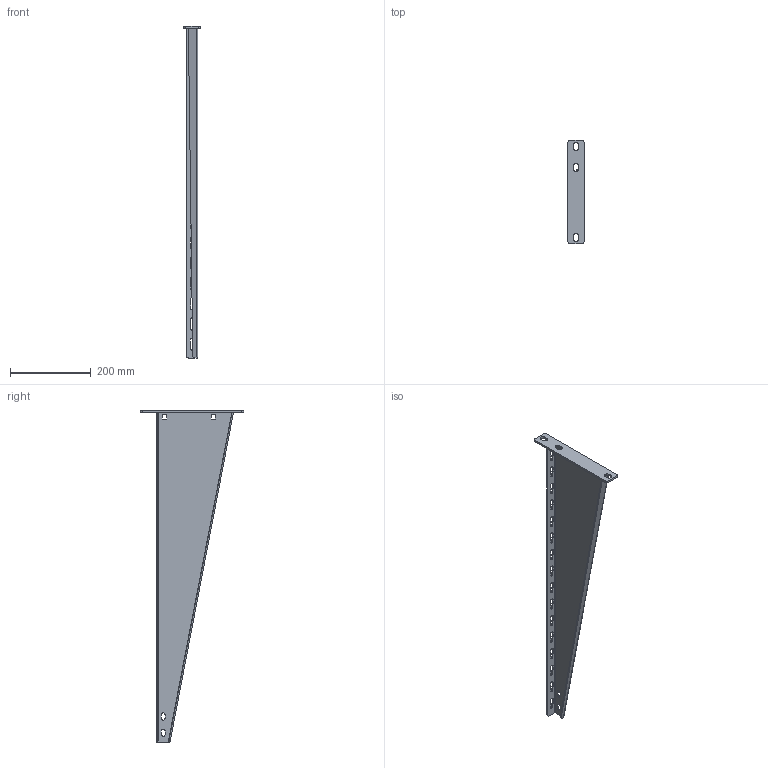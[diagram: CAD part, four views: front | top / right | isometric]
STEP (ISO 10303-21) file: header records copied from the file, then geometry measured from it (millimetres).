
FILE_DESCRIPTION((''),'2;1');
FILE_NAME('711280_ASM','2019-01-11T12:46:40',('tomasz.grudniewski'),(''),'CREO PARAMETRIC BY PTC INC, 2018400','CREO PARAMETRIC BY PTC INC, 2018400','');
FILE_SCHEMA(('CONFIG_CONTROL_DESIGN'));
Length unit declared in the file: millimetre
Products named in the file (3): WWC800_PRT; WWC800_1_PRT; 711280_ASM
Assembly tree (2 placements, depth 2):
  711280_ASM
    WWC800_PRT
    WWC800_1_PRT
Bounding box: 40 x 255 x 820 mm (x, y, z)
Volume: 399320.6 mm3; surface area: 267008 mm2
Topology: 2 solids, 2 shells, 190 faces, 542 edges, 356 vertices
Faces by surface type: plane 104, cylinder 82, bspline 4
Entity records: 6504 total; most frequent: CARTESIAN_POINT 1229, DIRECTION 1088, ORIENTED_EDGE 1084, EDGE_CURVE 542, VECTOR 374, LINE 374, AXIS2_PLACEMENT_3D 357, VERTEX_POINT 356
